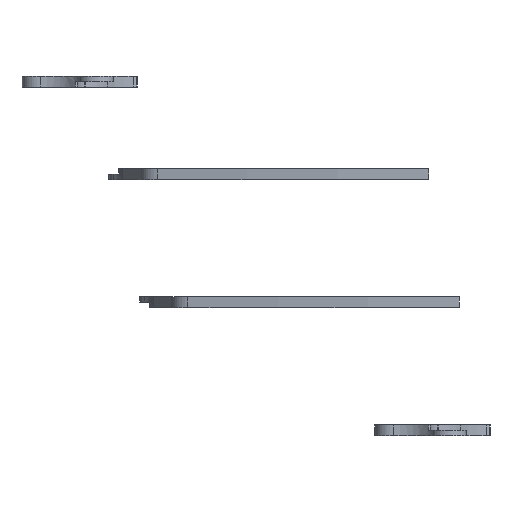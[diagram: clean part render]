
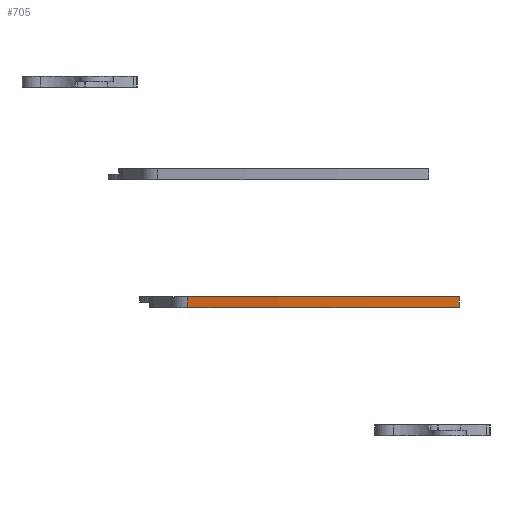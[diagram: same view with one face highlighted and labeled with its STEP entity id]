
A CAD part, front view. The second image highlights one B-rep face of the part: STEP entity #705.
In plain terms, the highlighted cylindrical face has radius 500 mm (diameter 1000 mm), a partial arc.
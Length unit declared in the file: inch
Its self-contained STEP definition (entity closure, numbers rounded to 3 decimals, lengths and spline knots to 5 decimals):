
#211 = VERTEX_POINT ( 'NONE', #3013 ) ;
#320 = CIRCLE ( 'NONE', #2657, 19.68504 ) ;
#338 = CARTESIAN_POINT ( 'NONE',  ( 4.99293, -1.22399, -0.23622 ) ) ;
#433 = CYLINDRICAL_SURFACE ( 'NONE', #551, 19.68504 ) ;
#537 = ORIENTED_EDGE ( 'NONE', *, *, #2127, .F. ) ;
#551 = AXIS2_PLACEMENT_3D ( 'NONE', #2297, #1496, #4144 ) ;
#705 = ADVANCED_FACE ( 'NONE', ( #894 ), #433, .T. ) ;
#894 = FACE_OUTER_BOUND ( 'NONE', #3836, .T. ) ;
#1091 = CARTESIAN_POINT ( 'NONE',  ( 1.09583, -0.82699, -0.23622 ) ) ;
#1114 = DIRECTION ( 'NONE',  ( 0., 0., 1. ) ) ;
#1149 = VERTEX_POINT ( 'NONE', #338 ) ;
#1412 = CIRCLE ( 'NONE', #1840, 19.68504 ) ;
#1445 = EDGE_CURVE ( 'NONE', #1149, #211, #2177, .T. ) ;
#1496 = DIRECTION ( 'NONE',  ( 0., 0., 1. ) ) ;
#1671 = EDGE_CURVE ( 'NONE', #2409, #211, #320, .T. ) ;
#1778 = ORIENTED_EDGE ( 'NONE', *, *, #3908, .T. ) ;
#1840 = AXIS2_PLACEMENT_3D ( 'NONE', #2543, #2212, #2180 ) ;
#1897 = VECTOR ( 'NONE', #1114, 39.37008 ) ;
#1908 = CARTESIAN_POINT ( 'NONE',  ( 1.09583, -0.82699, -0.23622 ) ) ;
#2114 = CARTESIAN_POINT ( 'NONE',  ( 1.09583, -0.82699, -0.07874 ) ) ;
#2126 = VECTOR ( 'NONE', #3007, 39.37008 ) ;
#2127 = EDGE_CURVE ( 'NONE', #2330, #2409, #3348, .T. ) ;
#2177 = LINE ( 'NONE', #3930, #2126 ) ;
#2180 = DIRECTION ( 'NONE',  ( 1., 0., 0. ) ) ;
#2212 = DIRECTION ( 'NONE',  ( 0., 0., 1. ) ) ;
#2297 = CARTESIAN_POINT ( 'NONE',  ( 5.02946, 18.46101, -0.23622 ) ) ;
#2330 = VERTEX_POINT ( 'NONE', #1908 ) ;
#2409 = VERTEX_POINT ( 'NONE', #2114 ) ;
#2535 = DIRECTION ( 'NONE',  ( 1., 0., 0. ) ) ;
#2543 = CARTESIAN_POINT ( 'NONE',  ( 5.02946, 18.46101, -0.23622 ) ) ;
#2657 = AXIS2_PLACEMENT_3D ( 'NONE', #3046, #3441, #2535 ) ;
#3007 = DIRECTION ( 'NONE',  ( 0., 0., 1. ) ) ;
#3013 = CARTESIAN_POINT ( 'NONE',  ( 4.99293, -1.22399, -0.07874 ) ) ;
#3046 = CARTESIAN_POINT ( 'NONE',  ( 5.02946, 18.46101, -0.07874 ) ) ;
#3216 = ORIENTED_EDGE ( 'NONE', *, *, #1671, .F. ) ;
#3348 = LINE ( 'NONE', #1091, #1897 ) ;
#3441 = DIRECTION ( 'NONE',  ( 0., 0., 1. ) ) ;
#3466 = ORIENTED_EDGE ( 'NONE', *, *, #1445, .T. ) ;
#3836 = EDGE_LOOP ( 'NONE', ( #3216, #537, #1778, #3466 ) ) ;
#3908 = EDGE_CURVE ( 'NONE', #2330, #1149, #1412, .T. ) ;
#3930 = CARTESIAN_POINT ( 'NONE',  ( 4.99293, -1.22399, -0.23622 ) ) ;
#4144 = DIRECTION ( 'NONE',  ( 1., 0., 0. ) ) ;
